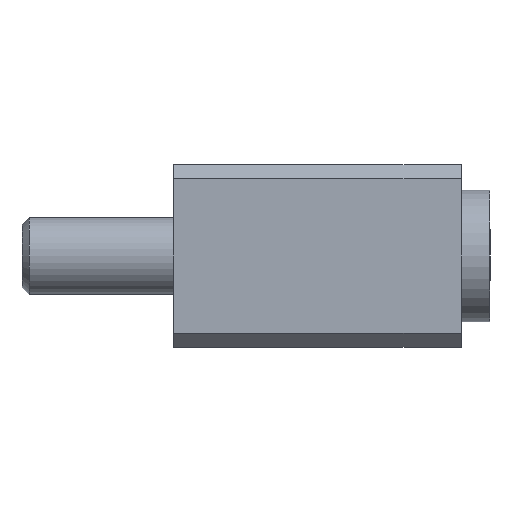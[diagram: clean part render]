
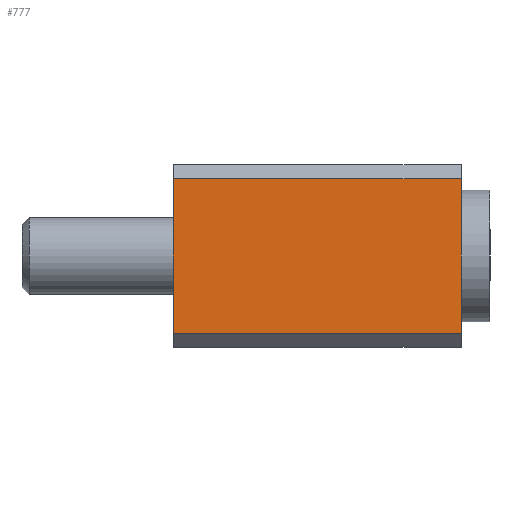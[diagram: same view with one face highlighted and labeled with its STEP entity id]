
A CAD part, left-side view. The second image highlights one B-rep face of the part: STEP entity #777.
In plain terms, the highlighted planar face has unit normal (-1, 0, 0).
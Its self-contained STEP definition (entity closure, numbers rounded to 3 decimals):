
#9 = CARTESIAN_POINT ( 'NONE',  ( -8.89, 0.4, 1.07 ) ) ;
#42 = PLANE ( 'NONE',  #1789 ) ;
#233 = DIRECTION ( 'NONE',  ( 0., 0., -1. ) ) ;
#254 = LINE ( 'NONE', #432, #1237 ) ;
#432 = CARTESIAN_POINT ( 'NONE',  ( -8.89, 4.4, -1.07 ) ) ;
#531 = LINE ( 'NONE', #1210, #1509 ) ;
#593 = VECTOR ( 'NONE', #765, 1000. ) ;
#765 = DIRECTION ( 'NONE',  ( 0., 1., 0. ) ) ;
#777 = ADVANCED_FACE ( 'NONE', ( #1928 ), #42, .F. ) ;
#1008 = VERTEX_POINT ( 'NONE', #1871 ) ;
#1023 = VECTOR ( 'NONE', #1709, 1000. ) ;
#1043 = CARTESIAN_POINT ( 'NONE',  ( -8.89, 4.4, 1.07 ) ) ;
#1129 = VERTEX_POINT ( 'NONE', #1130 ) ;
#1130 = CARTESIAN_POINT ( 'NONE',  ( -8.89, 4.4, -1.07 ) ) ;
#1161 = CARTESIAN_POINT ( 'NONE',  ( -8.89, 4.4, 1.07 ) ) ;
#1206 = DIRECTION ( 'NONE',  ( 1., 0., 0. ) ) ;
#1210 = CARTESIAN_POINT ( 'NONE',  ( -8.89, 4.4, 1.27 ) ) ;
#1237 = VECTOR ( 'NONE', #1605, 1000. ) ;
#1240 = EDGE_CURVE ( 'NONE', #1129, #1008, #254, .T. ) ;
#1336 = CARTESIAN_POINT ( 'NONE',  ( -8.89, 0.4, 1.27 ) ) ;
#1342 = ORIENTED_EDGE ( 'NONE', *, *, #1801, .F. ) ;
#1350 = VERTEX_POINT ( 'NONE', #1043 ) ;
#1498 = ORIENTED_EDGE ( 'NONE', *, *, #1240, .T. ) ;
#1509 = VECTOR ( 'NONE', #2382, 1000. ) ;
#1605 = DIRECTION ( 'NONE',  ( 0., -1., 0. ) ) ;
#1617 = EDGE_CURVE ( 'NONE', #1008, #1761, #2517, .T. ) ;
#1627 = LINE ( 'NONE', #1161, #593 ) ;
#1709 = DIRECTION ( 'NONE',  ( 0., 0., 1. ) ) ;
#1761 = VERTEX_POINT ( 'NONE', #9 ) ;
#1789 = AXIS2_PLACEMENT_3D ( 'NONE', #2389, #1206, #233 ) ;
#1801 = EDGE_CURVE ( 'NONE', #1129, #1350, #531, .T. ) ;
#1871 = CARTESIAN_POINT ( 'NONE',  ( -8.89, 0.4, -1.07 ) ) ;
#1928 = FACE_OUTER_BOUND ( 'NONE', #2354, .T. ) ;
#2069 = ORIENTED_EDGE ( 'NONE', *, *, #1617, .T. ) ;
#2247 = ORIENTED_EDGE ( 'NONE', *, *, #2278, .T. ) ;
#2278 = EDGE_CURVE ( 'NONE', #1761, #1350, #1627, .T. ) ;
#2354 = EDGE_LOOP ( 'NONE', ( #1342, #1498, #2069, #2247 ) ) ;
#2382 = DIRECTION ( 'NONE',  ( 0., 0., 1. ) ) ;
#2389 = CARTESIAN_POINT ( 'NONE',  ( -8.89, 4.4, 1.27 ) ) ;
#2517 = LINE ( 'NONE', #1336, #1023 ) ;
